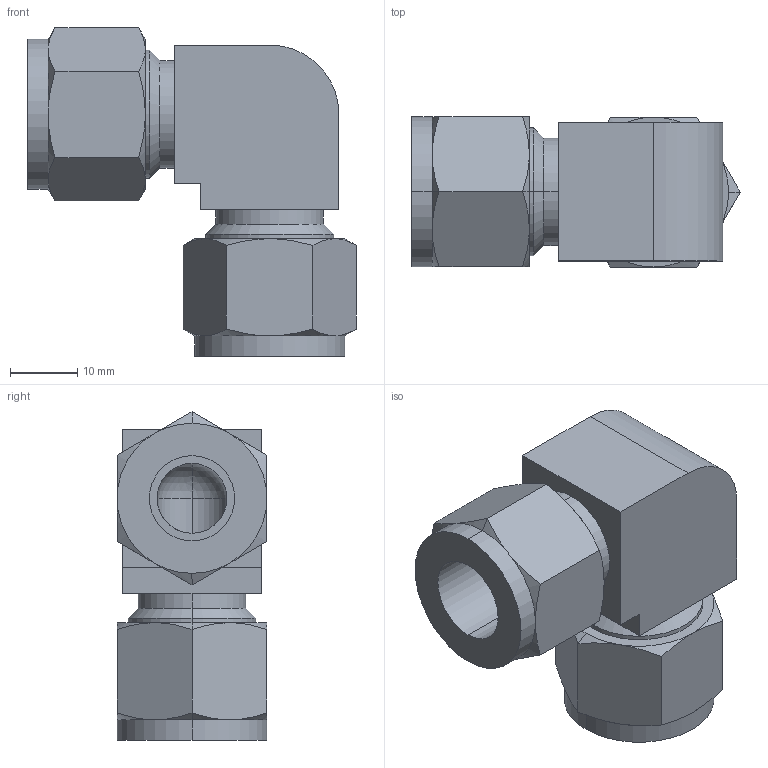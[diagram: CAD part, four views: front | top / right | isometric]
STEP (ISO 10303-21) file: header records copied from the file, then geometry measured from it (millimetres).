
FILE_DESCRIPTION(('starvars output'),'2;1');
FILE_NAME('cv20230511055443000004767.stp','05:54:43 2023/05/11',( 'Thomas Industrial Network Germany GmbH'),( 'Thomas Industrial Network Germany GmbH'),'unknown preprocess','ACIS' ,'unknown authorization');
FILE_SCHEMA(('AUTOMOTIVE_DESIGN_CC2 {UNKNOWN IMPLEMENTATION LEVEL}'));
Length unit declared in the file: millimetre
Products named in the file (1): PRODUCT_ID_1
Bounding box: 48.97 x 22.35 x 48.97 mm (x, y, z)
Volume: 20487.4 mm3; surface area: 9434.6 mm2
Topology: 1 solids, 1 shells, 85 faces, 186 edges, 107 vertices
Faces by surface type: cone 36, plane 26, cylinder 21, sphere 2
Entity records: 2554 total; most frequent: CARTESIAN_POINT 384, ORIENTED_EDGE 368, DIRECTION 203, EDGE_CURVE 184, VERTEX_POINT 107, EDGE_LOOP 93, FACE_BOUND 93, STYLED_ITEM 86
